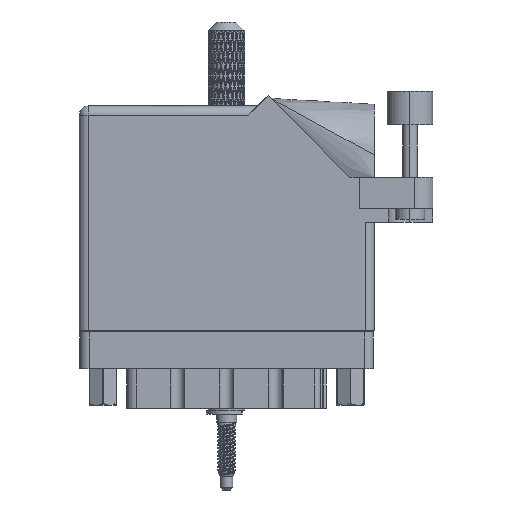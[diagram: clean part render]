
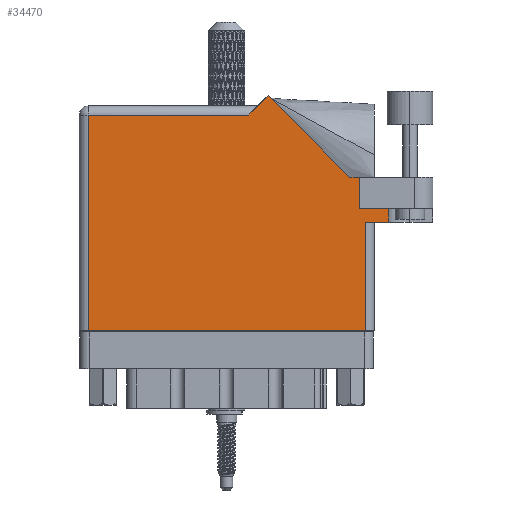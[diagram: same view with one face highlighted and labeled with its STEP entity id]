
A CAD part, front view. The second image highlights one B-rep face of the part: STEP entity #34470.
In plain terms, the highlighted face is planar.
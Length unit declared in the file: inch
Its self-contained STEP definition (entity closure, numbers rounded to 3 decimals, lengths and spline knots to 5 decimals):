
#2294 = VECTOR ( 'NONE', #14412, 39.37008 ) ;
#4720 = LINE ( 'NONE', #94777, #76253 ) ;
#5136 = DIRECTION ( 'NONE',  ( 0., 0., -1. ) ) ;
#9195 = CARTESIAN_POINT ( 'NONE',  ( 1.155, 1.468, 0. ) ) ;
#9719 = VECTOR ( 'NONE', #52304, 39.37008 ) ;
#9803 = VECTOR ( 'NONE', #114719, 39.37008 ) ;
#9912 = VERTEX_POINT ( 'NONE', #45954 ) ;
#12501 = EDGE_CURVE ( 'NONE', #9912, #28122, #4720, .T. ) ;
#12622 = VECTOR ( 'NONE', #77902, 39.37008 ) ;
#12720 = FACE_OUTER_BOUND ( 'NONE', #108527, .T. ) ;
#13378 = CARTESIAN_POINT ( 'NONE',  ( 0., 1.53, 0. ) ) ;
#14296 = DIRECTION ( 'NONE',  ( -0.707, 0.707, 0. ) ) ;
#14412 = DIRECTION ( 'NONE',  ( -1., 0., 0. ) ) ;
#16289 = DIRECTION ( 'NONE',  ( 0., -1., 0. ) ) ;
#18254 = LINE ( 'NONE', #33999, #9803 ) ;
#18477 = EDGE_CURVE ( 'NONE', #85404, #91834, #97761, .T. ) ;
#19342 = EDGE_CURVE ( 'NONE', #55649, #39286, #26126, .T. ) ;
#19946 = ORIENTED_EDGE ( 'NONE', *, *, #12501, .T. ) ;
#20832 = ORIENTED_EDGE ( 'NONE', *, *, #114448, .T. ) ;
#22834 = EDGE_CURVE ( 'NONE', #105143, #88953, #69109, .T. ) ;
#23760 = CARTESIAN_POINT ( 'NONE',  ( 1.84442, 1.044, 0. ) ) ;
#26126 = LINE ( 'NONE', #41435, #2294 ) ;
#26485 = DIRECTION ( 'NONE',  ( -1., 0., 0. ) ) ;
#28122 = VERTEX_POINT ( 'NONE', #85270 ) ;
#29374 = VERTEX_POINT ( 'NONE', #85919 ) ;
#30217 = EDGE_CURVE ( 'NONE', #104167, #9912, #33546, .T. ) ;
#30481 = ORIENTED_EDGE ( 'NONE', *, *, #111857, .T. ) ;
#31432 = DIRECTION ( 'NONE',  ( -0.707, -0.707, 0. ) ) ;
#33546 = LINE ( 'NONE', #88398, #9719 ) ;
#33999 = CARTESIAN_POINT ( 'NONE',  ( 2.01, 0.737, 0. ) ) ;
#34470 = ADVANCED_FACE ( 'NONE', ( #12720 ), #112510, .F. ) ;
#35491 = VERTEX_POINT ( 'NONE', #79589 ) ;
#35848 = EDGE_CURVE ( 'NONE', #28122, #88953, #18254, .T. ) ;
#39286 = VERTEX_POINT ( 'NONE', #81989 ) ;
#41435 = CARTESIAN_POINT ( 'NONE',  ( 0., 1.468, 0. ) ) ;
#45899 = ORIENTED_EDGE ( 'NONE', *, *, #72259, .F. ) ;
#45954 = CARTESIAN_POINT ( 'NONE',  ( 1.948, 0., 0. ) ) ;
#50080 = ORIENTED_EDGE ( 'NONE', *, *, #18477, .T. ) ;
#50391 = CARTESIAN_POINT ( 'NONE',  ( 2.1115, 1.16177, 0. ) ) ;
#52304 = DIRECTION ( 'NONE',  ( 1., 0., 0. ) ) ;
#52644 = CARTESIAN_POINT ( 'NONE',  ( 2.1115, 0.831, 0. ) ) ;
#53878 = VECTOR ( 'NONE', #31432, 39.37008 ) ;
#55649 = VERTEX_POINT ( 'NONE', #9195 ) ;
#56227 = EDGE_CURVE ( 'NONE', #39286, #104167, #60069, .T. ) ;
#56429 = CARTESIAN_POINT ( 'NONE',  ( 0.062, 0., 0. ) ) ;
#59117 = AXIS2_PLACEMENT_3D ( 'NONE', #13378, #5136, #68214 ) ;
#60069 = LINE ( 'NONE', #56429, #113381 ) ;
#65448 = DIRECTION ( 'NONE',  ( 0., -1., 0. ) ) ;
#65904 = LINE ( 'NONE', #104906, #12622 ) ;
#67580 = VECTOR ( 'NONE', #16289, 39.37008 ) ;
#68214 = DIRECTION ( 'NONE',  ( -1., 0., 0. ) ) ;
#69109 = LINE ( 'NONE', #50391, #67580 ) ;
#72259 = EDGE_CURVE ( 'NONE', #29374, #105143, #91193, .T. ) ;
#73829 = CARTESIAN_POINT ( 'NONE',  ( 1.28771, 1.60071, 0. ) ) ;
#73899 = CARTESIAN_POINT ( 'NONE',  ( 1.84442, 1.044, 0. ) ) ;
#74788 = ORIENTED_EDGE ( 'NONE', *, *, #94358, .T. ) ;
#76112 = CARTESIAN_POINT ( 'NONE',  ( 1.217, 1.53, 0. ) ) ;
#76253 = VECTOR ( 'NONE', #103754, 39.37008 ) ;
#77902 = DIRECTION ( 'NONE',  ( 0., 1., 0. ) ) ;
#79589 = CARTESIAN_POINT ( 'NONE',  ( 1.91, 1.044, 0. ) ) ;
#80895 = ORIENTED_EDGE ( 'NONE', *, *, #56227, .T. ) ;
#81989 = CARTESIAN_POINT ( 'NONE',  ( 0.062, 1.468, 0. ) ) ;
#82814 = ORIENTED_EDGE ( 'NONE', *, *, #19342, .T. ) ;
#85270 = CARTESIAN_POINT ( 'NONE',  ( 1.948, 0.737, 0. ) ) ;
#85404 = VERTEX_POINT ( 'NONE', #73899 ) ;
#85634 = CARTESIAN_POINT ( 'NONE',  ( 2.1115, 0.737, 0. ) ) ;
#85919 = CARTESIAN_POINT ( 'NONE',  ( 1.91, 0.831, 0. ) ) ;
#87579 = LINE ( 'NONE', #76112, #53878 ) ;
#88398 = CARTESIAN_POINT ( 'NONE',  ( 0., 0., 0. ) ) ;
#88953 = VERTEX_POINT ( 'NONE', #85634 ) ;
#89712 = CARTESIAN_POINT ( 'NONE',  ( 0.062, 0., 0. ) ) ;
#91193 = LINE ( 'NONE', #93254, #110845 ) ;
#91423 = ORIENTED_EDGE ( 'NONE', *, *, #35848, .T. ) ;
#91834 = VERTEX_POINT ( 'NONE', #73829 ) ;
#93254 = CARTESIAN_POINT ( 'NONE',  ( 1.91, 0.831, 0. ) ) ;
#94089 = ORIENTED_EDGE ( 'NONE', *, *, #30217, .T. ) ;
#94358 = EDGE_CURVE ( 'NONE', #91834, #55649, #87579, .T. ) ;
#94777 = CARTESIAN_POINT ( 'NONE',  ( 1.948, 0.737, 0. ) ) ;
#97067 = LINE ( 'NONE', #115021, #98427 ) ;
#97761 = LINE ( 'NONE', #23760, #103340 ) ;
#98427 = VECTOR ( 'NONE', #26485, 39.37008 ) ;
#102651 = DIRECTION ( 'NONE',  ( 1., 0., 0. ) ) ;
#103340 = VECTOR ( 'NONE', #14296, 39.37008 ) ;
#103754 = DIRECTION ( 'NONE',  ( 0., 1., 0. ) ) ;
#104167 = VERTEX_POINT ( 'NONE', #89712 ) ;
#104906 = CARTESIAN_POINT ( 'NONE',  ( 1.91, 0.831, 0. ) ) ;
#105143 = VERTEX_POINT ( 'NONE', #52644 ) ;
#108101 = ORIENTED_EDGE ( 'NONE', *, *, #22834, .F. ) ;
#108527 = EDGE_LOOP ( 'NONE', ( #94089, #19946, #91423, #108101, #45899, #20832, #30481, #50080, #74788, #82814, #80895 ) ) ;
#110845 = VECTOR ( 'NONE', #102651, 39.37008 ) ;
#111857 = EDGE_CURVE ( 'NONE', #35491, #85404, #97067, .T. ) ;
#112510 = PLANE ( 'NONE',  #59117 ) ;
#113381 = VECTOR ( 'NONE', #65448, 39.37008 ) ;
#114448 = EDGE_CURVE ( 'NONE', #29374, #35491, #65904, .T. ) ;
#114719 = DIRECTION ( 'NONE',  ( 1., 0., 0. ) ) ;
#115021 = CARTESIAN_POINT ( 'NONE',  ( 2.41, 1.044, 0. ) ) ;
